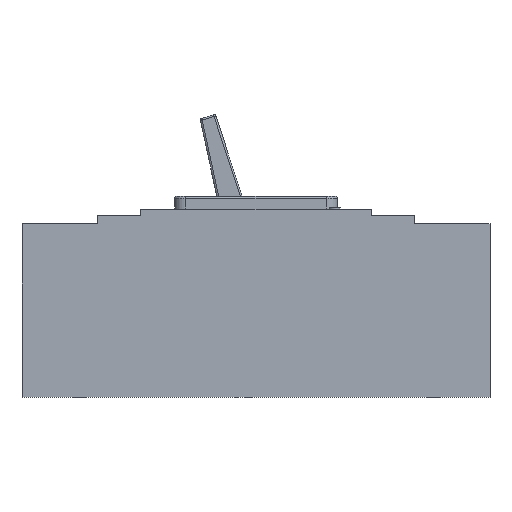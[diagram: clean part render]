
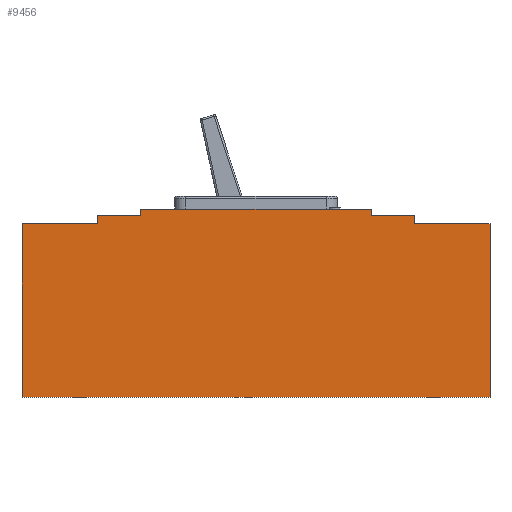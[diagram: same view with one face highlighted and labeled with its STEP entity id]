
A CAD part, left-side view. The second image highlights one B-rep face of the part: STEP entity #9456.
In plain terms, the highlighted planar face has unit normal (-1, 0, 0).
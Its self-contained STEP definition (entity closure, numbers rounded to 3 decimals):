
#16 = LINE ( 'NONE', #4469, #9372 ) ;
#74 = AXIS2_PLACEMENT_3D ( 'NONE', #8061, #7368, #4212 ) ;
#81 = EDGE_CURVE ( 'NONE', #8545, #2817, #2528, .T. ) ;
#92 = EDGE_CURVE ( 'NONE', #3245, #7158, #1602, .T. ) ;
#101 = DIRECTION ( 'NONE',  ( 0., 0., -1. ) ) ;
#151 = VECTOR ( 'NONE', #7215, 1000. ) ;
#202 = VECTOR ( 'NONE', #2185, 1000. ) ;
#521 = VERTEX_POINT ( 'NONE', #7978 ) ;
#673 = LINE ( 'NONE', #2919, #202 ) ;
#871 = ORIENTED_EDGE ( 'NONE', *, *, #7904, .F. ) ;
#898 = DIRECTION ( 'NONE',  ( 0., 0., -1. ) ) ;
#903 = VECTOR ( 'NONE', #5328, 1000. ) ;
#1008 = CARTESIAN_POINT ( 'NONE',  ( -73.5, -128., 0. ) ) ;
#1141 = ORIENTED_EDGE ( 'NONE', *, *, #81, .F. ) ;
#1180 = VECTOR ( 'NONE', #4785, 1000. ) ;
#1228 = CARTESIAN_POINT ( 'NONE',  ( -73.5, -128., 95. ) ) ;
#1345 = CARTESIAN_POINT ( 'NONE',  ( -73.5, 63.018, 103. ) ) ;
#1346 = ORIENTED_EDGE ( 'NONE', *, *, #8136, .F. ) ;
#1531 = EDGE_CURVE ( 'NONE', #3245, #2830, #16, .T. ) ;
#1602 = LINE ( 'NONE', #4725, #903 ) ;
#1744 = DIRECTION ( 'NONE',  ( 0., 0., -1. ) ) ;
#1780 = VECTOR ( 'NONE', #5457, 1000. ) ;
#1929 = DIRECTION ( 'NONE',  ( 0., -1., 0. ) ) ;
#1992 = DIRECTION ( 'NONE',  ( 0., -1., 0. ) ) ;
#2185 = DIRECTION ( 'NONE',  ( 0., -1., 0. ) ) ;
#2316 = ORIENTED_EDGE ( 'NONE', *, *, #9626, .T. ) ;
#2361 = CARTESIAN_POINT ( 'NONE',  ( -73.5, 128., 95. ) ) ;
#2490 = CARTESIAN_POINT ( 'NONE',  ( -73.5, -128., 0. ) ) ;
#2528 = LINE ( 'NONE', #3255, #7333 ) ;
#2606 = CARTESIAN_POINT ( 'NONE',  ( -73.5, 86.75, 95. ) ) ;
#2617 = ORIENTED_EDGE ( 'NONE', *, *, #2829, .T. ) ;
#2665 = CARTESIAN_POINT ( 'NONE',  ( -73.5, 86.75, 99.5 ) ) ;
#2817 = VERTEX_POINT ( 'NONE', #8405 ) ;
#2822 = CARTESIAN_POINT ( 'NONE',  ( -73.5, 63.018, 103. ) ) ;
#2829 = EDGE_CURVE ( 'NONE', #3027, #7158, #6889, .T. ) ;
#2830 = VERTEX_POINT ( 'NONE', #2606 ) ;
#2919 = CARTESIAN_POINT ( 'NONE',  ( -73.5, -128., 95. ) ) ;
#3027 = VERTEX_POINT ( 'NONE', #1345 ) ;
#3166 = VECTOR ( 'NONE', #101, 1000. ) ;
#3245 = VERTEX_POINT ( 'NONE', #4001 ) ;
#3255 = CARTESIAN_POINT ( 'NONE',  ( -73.5, -86.75, 99.5 ) ) ;
#3615 = LINE ( 'NONE', #1228, #151 ) ;
#4001 = CARTESIAN_POINT ( 'NONE',  ( -73.5, 86.75, 99.5 ) ) ;
#4184 = EDGE_CURVE ( 'NONE', #2817, #521, #3615, .T. ) ;
#4212 = DIRECTION ( 'NONE',  ( 0., 0., -1. ) ) ;
#4353 = VERTEX_POINT ( 'NONE', #8576 ) ;
#4469 = CARTESIAN_POINT ( 'NONE',  ( -73.5, 86.75, 99.5 ) ) ;
#4725 = CARTESIAN_POINT ( 'NONE',  ( -73.5, 86.75, 99.5 ) ) ;
#4785 = DIRECTION ( 'NONE',  ( 0., -1., 0. ) ) ;
#4885 = VERTEX_POINT ( 'NONE', #1008 ) ;
#4941 = ORIENTED_EDGE ( 'NONE', *, *, #8262, .F. ) ;
#5003 = EDGE_LOOP ( 'NONE', ( #2316, #9420, #9257, #1141, #4941, #5045, #871, #2617, #9097, #5039, #1346, #7472 ) ) ;
#5039 = ORIENTED_EDGE ( 'NONE', *, *, #1531, .T. ) ;
#5045 = ORIENTED_EDGE ( 'NONE', *, *, #5731, .F. ) ;
#5254 = LINE ( 'NONE', #6881, #3166 ) ;
#5328 = DIRECTION ( 'NONE',  ( 0., -1., 0. ) ) ;
#5453 = CARTESIAN_POINT ( 'NONE',  ( -73.5, 128., 0. ) ) ;
#5457 = DIRECTION ( 'NONE',  ( 0., 0., -1. ) ) ;
#5511 = VERTEX_POINT ( 'NONE', #9438 ) ;
#5625 = LINE ( 'NONE', #2822, #8515 ) ;
#5694 = VECTOR ( 'NONE', #6196, 1000. ) ;
#5731 = EDGE_CURVE ( 'NONE', #5511, #7724, #5254, .T. ) ;
#6196 = DIRECTION ( 'NONE',  ( 0., 0., -1. ) ) ;
#6360 = VERTEX_POINT ( 'NONE', #5453 ) ;
#6511 = LINE ( 'NONE', #2665, #7117 ) ;
#6881 = CARTESIAN_POINT ( 'NONE',  ( -73.5, -63.018, 103. ) ) ;
#6889 = LINE ( 'NONE', #7033, #8613 ) ;
#7033 = CARTESIAN_POINT ( 'NONE',  ( -73.5, 63.018, 103. ) ) ;
#7117 = VECTOR ( 'NONE', #1929, 1000. ) ;
#7158 = VERTEX_POINT ( 'NONE', #7189 ) ;
#7173 = PLANE ( 'NONE',  #74 ) ;
#7189 = CARTESIAN_POINT ( 'NONE',  ( -73.5, 63.018, 99.5 ) ) ;
#7215 = DIRECTION ( 'NONE',  ( 0., -1., 0. ) ) ;
#7333 = VECTOR ( 'NONE', #1744, 1000. ) ;
#7368 = DIRECTION ( 'NONE',  ( 1., 0., 0. ) ) ;
#7432 = DIRECTION ( 'NONE',  ( 0., 0., -1. ) ) ;
#7472 = ORIENTED_EDGE ( 'NONE', *, *, #8497, .T. ) ;
#7724 = VERTEX_POINT ( 'NONE', #9169 ) ;
#7856 = LINE ( 'NONE', #2490, #1180 ) ;
#7904 = EDGE_CURVE ( 'NONE', #3027, #5511, #5625, .T. ) ;
#7964 = FACE_OUTER_BOUND ( 'NONE', #5003, .T. ) ;
#7978 = CARTESIAN_POINT ( 'NONE',  ( -73.5, -128., 95. ) ) ;
#8061 = CARTESIAN_POINT ( 'NONE',  ( -73.5, -128., 95. ) ) ;
#8136 = EDGE_CURVE ( 'NONE', #4353, #2830, #673, .T. ) ;
#8262 = EDGE_CURVE ( 'NONE', #7724, #8545, #6511, .T. ) ;
#8334 = CARTESIAN_POINT ( 'NONE',  ( -73.5, -86.75, 99.5 ) ) ;
#8405 = CARTESIAN_POINT ( 'NONE',  ( -73.5, -86.75, 95. ) ) ;
#8497 = EDGE_CURVE ( 'NONE', #4353, #6360, #9096, .T. ) ;
#8515 = VECTOR ( 'NONE', #1992, 1000. ) ;
#8545 = VERTEX_POINT ( 'NONE', #8334 ) ;
#8576 = CARTESIAN_POINT ( 'NONE',  ( -73.5, 128., 95. ) ) ;
#8613 = VECTOR ( 'NONE', #898, 1000. ) ;
#9096 = LINE ( 'NONE', #2361, #5694 ) ;
#9097 = ORIENTED_EDGE ( 'NONE', *, *, #92, .F. ) ;
#9106 = CARTESIAN_POINT ( 'NONE',  ( -73.5, -128., 95. ) ) ;
#9117 = EDGE_CURVE ( 'NONE', #521, #4885, #9251, .T. ) ;
#9169 = CARTESIAN_POINT ( 'NONE',  ( -73.5, -63.018, 99.5 ) ) ;
#9251 = LINE ( 'NONE', #9106, #1780 ) ;
#9257 = ORIENTED_EDGE ( 'NONE', *, *, #4184, .F. ) ;
#9372 = VECTOR ( 'NONE', #7432, 1000. ) ;
#9420 = ORIENTED_EDGE ( 'NONE', *, *, #9117, .F. ) ;
#9438 = CARTESIAN_POINT ( 'NONE',  ( -73.5, -63.018, 103. ) ) ;
#9456 = ADVANCED_FACE ( 'NONE', ( #7964 ), #7173, .F. ) ;
#9626 = EDGE_CURVE ( 'NONE', #6360, #4885, #7856, .T. ) ;
